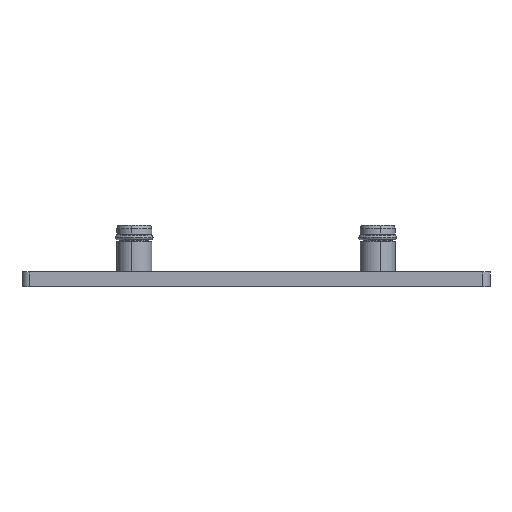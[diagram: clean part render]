
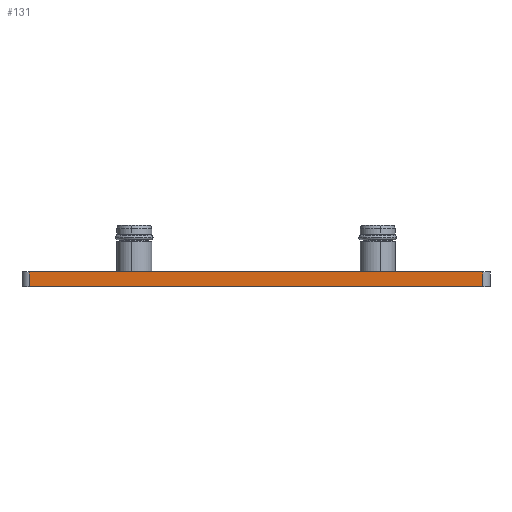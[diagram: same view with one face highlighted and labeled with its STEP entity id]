
A CAD part, left-side view. The second image highlights one B-rep face of the part: STEP entity #131.
In plain terms, the highlighted planar face has unit normal (-1, 0, 0).
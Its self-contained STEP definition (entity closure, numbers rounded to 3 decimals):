
#58 = EDGE_CURVE ( 'NONE', #633, #61, #1701, .T. ) ;
#61 = VERTEX_POINT ( 'NONE', #943 ) ;
#131 = ADVANCED_FACE ( 'NONE', ( #679 ), #1618, .F. ) ;
#135 = AXIS2_PLACEMENT_3D ( 'NONE', #1023, #450, #439 ) ;
#410 = ORIENTED_EDGE ( 'NONE', *, *, #872, .T. ) ;
#414 = EDGE_CURVE ( 'NONE', #61, #835, #1504, .T. ) ;
#439 = DIRECTION ( 'NONE',  ( 0., 0., -1. ) ) ;
#450 = DIRECTION ( 'NONE',  ( 1., 0., 0. ) ) ;
#494 = CARTESIAN_POINT ( 'NONE',  ( -125., 121., 0. ) ) ;
#543 = DIRECTION ( 'NONE',  ( 0., -1., 0. ) ) ;
#559 = ORIENTED_EDGE ( 'NONE', *, *, #58, .F. ) ;
#633 = VERTEX_POINT ( 'NONE', #991 ) ;
#679 = FACE_OUTER_BOUND ( 'NONE', #1767, .T. ) ;
#815 = VERTEX_POINT ( 'NONE', #494 ) ;
#835 = VERTEX_POINT ( 'NONE', #1863 ) ;
#858 = VECTOR ( 'NONE', #924, 1000. ) ;
#872 = EDGE_CURVE ( 'NONE', #815, #835, #2109, .T. ) ;
#903 = CARTESIAN_POINT ( 'NONE',  ( -125., 121., 8. ) ) ;
#924 = DIRECTION ( 'NONE',  ( 0., 0., -1. ) ) ;
#943 = CARTESIAN_POINT ( 'NONE',  ( -125., -121., 8. ) ) ;
#991 = CARTESIAN_POINT ( 'NONE',  ( -125., 121., 8. ) ) ;
#1023 = CARTESIAN_POINT ( 'NONE',  ( -125., 0., 8. ) ) ;
#1034 = EDGE_CURVE ( 'NONE', #633, #815, #2068, .T. ) ;
#1076 = CARTESIAN_POINT ( 'NONE',  ( -125., 0., 0. ) ) ;
#1094 = VECTOR ( 'NONE', #543, 1000. ) ;
#1191 = CARTESIAN_POINT ( 'NONE',  ( -125., 0., 8. ) ) ;
#1202 = DIRECTION ( 'NONE',  ( 0., -1., 0. ) ) ;
#1442 = DIRECTION ( 'NONE',  ( 0., 0., -1. ) ) ;
#1504 = LINE ( 'NONE', #1833, #858 ) ;
#1618 = PLANE ( 'NONE',  #135 ) ;
#1701 = LINE ( 'NONE', #1191, #1094 ) ;
#1767 = EDGE_LOOP ( 'NONE', ( #410, #1818, #559, #2096 ) ) ;
#1818 = ORIENTED_EDGE ( 'NONE', *, *, #414, .F. ) ;
#1833 = CARTESIAN_POINT ( 'NONE',  ( -125., -121., 8. ) ) ;
#1863 = CARTESIAN_POINT ( 'NONE',  ( -125., -121., 0. ) ) ;
#2068 = LINE ( 'NONE', #903, #2091 ) ;
#2091 = VECTOR ( 'NONE', #1442, 1000. ) ;
#2096 = ORIENTED_EDGE ( 'NONE', *, *, #1034, .T. ) ;
#2105 = VECTOR ( 'NONE', #1202, 1000. ) ;
#2109 = LINE ( 'NONE', #1076, #2105 ) ;
